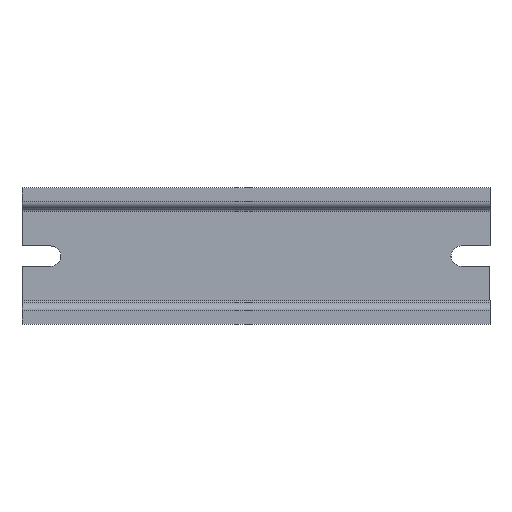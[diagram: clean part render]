
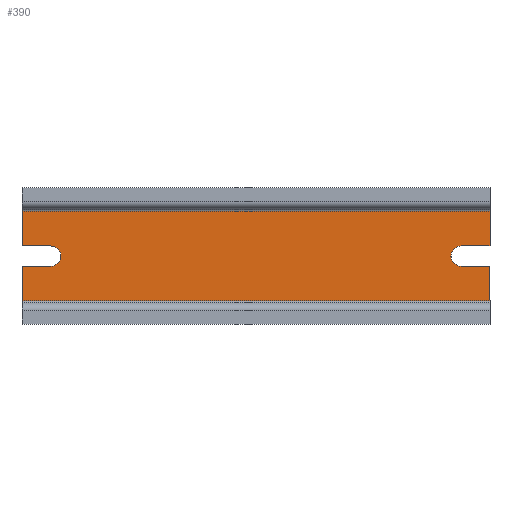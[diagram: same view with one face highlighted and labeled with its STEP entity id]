
A CAD part, top view. The second image highlights one B-rep face of the part: STEP entity #390.
In plain terms, the highlighted planar face has unit normal (0, 0, 1).
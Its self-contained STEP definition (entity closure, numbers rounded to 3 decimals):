
#299=AXIS2_PLACEMENT_3D('Circle Axis2P3D',#297,#298,$) ;
#313=AXIS2_PLACEMENT_3D('Plane Axis2P3D',#310,#311,#312) ;
#366=AXIS2_PLACEMENT_3D('Circle Axis2P3D',#364,#365,$) ;
#40=CARTESIAN_POINT('Vertex',(120.,14.9,1.5)) ;
#56=CARTESIAN_POINT('Vertex',(112.6,14.9,1.5)) ;
#59=CARTESIAN_POINT('Line Origine',(116.3,14.9,1.5)) ;
#84=CARTESIAN_POINT('Line Origine',(120.,10.45,1.5)) ;
#88=CARTESIAN_POINT('Vertex',(120.,6.,1.5)) ;
#294=CARTESIAN_POINT('Vertex',(112.6,20.1,1.5)) ;
#297=CARTESIAN_POINT('Axis2P3D Location',(112.6,17.5,1.5)) ;
#310=CARTESIAN_POINT('Axis2P3D Location',(60.,29.,1.5)) ;
#315=CARTESIAN_POINT('Line Origine',(0.,10.45,1.5)) ;
#319=CARTESIAN_POINT('Vertex',(0.,14.9,1.5)) ;
#321=CARTESIAN_POINT('Vertex',(0.,6.,1.5)) ;
#324=CARTESIAN_POINT('Line Origine',(60.,6.,1.5)) ;
#329=CARTESIAN_POINT('Line Origine',(116.3,20.1,1.5)) ;
#333=CARTESIAN_POINT('Vertex',(120.,20.1,1.5)) ;
#336=CARTESIAN_POINT('Line Origine',(120.,24.55,1.5)) ;
#340=CARTESIAN_POINT('Vertex',(120.,29.,1.5)) ;
#343=CARTESIAN_POINT('Line Origine',(60.,29.,1.5)) ;
#347=CARTESIAN_POINT('Vertex',(0.,29.,1.5)) ;
#350=CARTESIAN_POINT('Line Origine',(0.,24.55,1.5)) ;
#354=CARTESIAN_POINT('Vertex',(0.,20.1,1.5)) ;
#357=CARTESIAN_POINT('Line Origine',(3.7,20.1,1.5)) ;
#361=CARTESIAN_POINT('Vertex',(7.4,20.1,1.5)) ;
#364=CARTESIAN_POINT('Axis2P3D Location',(7.4,17.5,1.5)) ;
#368=CARTESIAN_POINT('Vertex',(7.4,14.9,1.5)) ;
#371=CARTESIAN_POINT('Line Origine',(3.7,14.9,1.5)) ;
#60=DIRECTION('Vector Direction',(-1.,0.,0.)) ;
#85=DIRECTION('Vector Direction',(0.,-1.,0.)) ;
#298=DIRECTION('Axis2P3D Direction',(0.,-0.,1.)) ;
#311=DIRECTION('Axis2P3D Direction',(-0.,0.,1.)) ;
#312=DIRECTION('Axis2P3D XDirection',(0.,-1.,0.)) ;
#316=DIRECTION('Vector Direction',(0.,-1.,0.)) ;
#325=DIRECTION('Vector Direction',(1.,0.,0.)) ;
#330=DIRECTION('Vector Direction',(1.,0.,0.)) ;
#337=DIRECTION('Vector Direction',(0.,-1.,0.)) ;
#344=DIRECTION('Vector Direction',(1.,0.,0.)) ;
#351=DIRECTION('Vector Direction',(0.,-1.,0.)) ;
#358=DIRECTION('Vector Direction',(-1.,0.,0.)) ;
#365=DIRECTION('Axis2P3D Direction',(-0.,0.,1.)) ;
#372=DIRECTION('Vector Direction',(1.,0.,0.)) ;
#61=VECTOR('Line Direction',#60,1.) ;
#86=VECTOR('Line Direction',#85,1.) ;
#317=VECTOR('Line Direction',#316,1.) ;
#326=VECTOR('Line Direction',#325,1.) ;
#331=VECTOR('Line Direction',#330,1.) ;
#338=VECTOR('Line Direction',#337,1.) ;
#345=VECTOR('Line Direction',#344,1.) ;
#352=VECTOR('Line Direction',#351,1.) ;
#359=VECTOR('Line Direction',#358,1.) ;
#373=VECTOR('Line Direction',#372,1.) ;
#377=ORIENTED_EDGE('',*,*,#323,.T.) ;
#378=ORIENTED_EDGE('',*,*,#328,.T.) ;
#379=ORIENTED_EDGE('',*,*,#90,.F.) ;
#380=ORIENTED_EDGE('',*,*,#63,.F.) ;
#381=ORIENTED_EDGE('',*,*,#301,.F.) ;
#382=ORIENTED_EDGE('',*,*,#335,.F.) ;
#383=ORIENTED_EDGE('',*,*,#342,.F.) ;
#384=ORIENTED_EDGE('',*,*,#349,.F.) ;
#385=ORIENTED_EDGE('',*,*,#356,.T.) ;
#386=ORIENTED_EDGE('',*,*,#363,.F.) ;
#387=ORIENTED_EDGE('',*,*,#370,.F.) ;
#388=ORIENTED_EDGE('',*,*,#375,.F.) ;
#390=ADVANCED_FACE('Hauptk\X2\00F6\X0\rper',(#389),#314,.T.) ;
#300=CIRCLE('generated circle',#299,2.6) ;
#367=CIRCLE('generated circle',#366,2.6) ;
#63=EDGE_CURVE('',#57,#41,#62,.F.) ;
#90=EDGE_CURVE('',#41,#89,#87,.T.) ;
#301=EDGE_CURVE('',#295,#57,#300,.T.) ;
#323=EDGE_CURVE('',#320,#322,#318,.T.) ;
#328=EDGE_CURVE('',#322,#89,#327,.T.) ;
#335=EDGE_CURVE('',#334,#295,#332,.F.) ;
#342=EDGE_CURVE('',#341,#334,#339,.T.) ;
#349=EDGE_CURVE('',#348,#341,#346,.T.) ;
#356=EDGE_CURVE('',#348,#355,#353,.T.) ;
#363=EDGE_CURVE('',#362,#355,#360,.T.) ;
#370=EDGE_CURVE('',#369,#362,#367,.T.) ;
#375=EDGE_CURVE('',#320,#369,#374,.T.) ;
#376=EDGE_LOOP('',(#377,#378,#379,#380,#381,#382,#383,#384,#385,#386,#387,#388)) ;
#389=FACE_OUTER_BOUND('',#376,.T.) ;
#62=LINE('Line',#59,#61) ;
#87=LINE('Line',#84,#86) ;
#318=LINE('Line',#315,#317) ;
#327=LINE('Line',#324,#326) ;
#332=LINE('Line',#329,#331) ;
#339=LINE('Line',#336,#338) ;
#346=LINE('Line',#343,#345) ;
#353=LINE('Line',#350,#352) ;
#360=LINE('Line',#357,#359) ;
#374=LINE('Line',#371,#373) ;
#314=PLANE('',#313) ;
#41=VERTEX_POINT('',#40) ;
#57=VERTEX_POINT('',#56) ;
#89=VERTEX_POINT('',#88) ;
#295=VERTEX_POINT('',#294) ;
#320=VERTEX_POINT('',#319) ;
#322=VERTEX_POINT('',#321) ;
#334=VERTEX_POINT('',#333) ;
#341=VERTEX_POINT('',#340) ;
#348=VERTEX_POINT('',#347) ;
#355=VERTEX_POINT('',#354) ;
#362=VERTEX_POINT('',#361) ;
#369=VERTEX_POINT('',#368) ;
